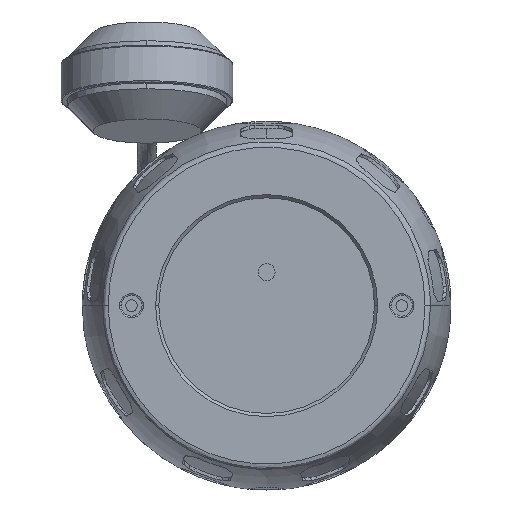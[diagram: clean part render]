
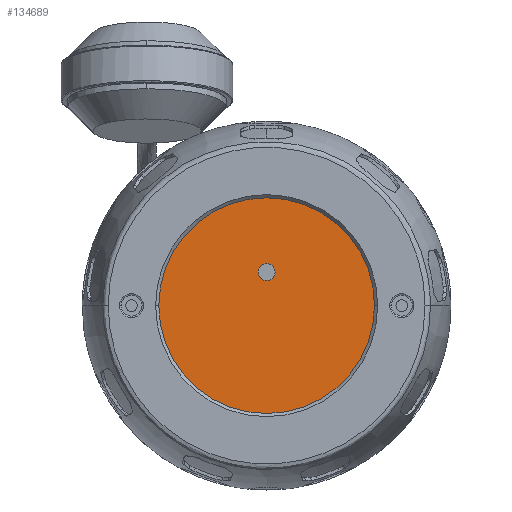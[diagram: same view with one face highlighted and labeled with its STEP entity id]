
A CAD part, front view. The second image highlights one B-rep face of the part: STEP entity #134689.
In plain terms, the highlighted face is planar.
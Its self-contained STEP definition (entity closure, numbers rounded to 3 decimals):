
#1894 = CARTESIAN_POINT ( 'NONE',  ( 0., 0., -235.5 ) ) ;
#6370 = CARTESIAN_POINT ( 'NONE',  ( 0., 16., -235.5 ) ) ;
#14260 = DIRECTION ( 'NONE',  ( -1., 0., 0. ) ) ;
#17694 = EDGE_CURVE ( 'NONE', #142287, #159205, #143692, .T. ) ;
#32541 = ORIENTED_EDGE ( 'NONE', *, *, #135723, .T. ) ;
#33492 = AXIS2_PLACEMENT_3D ( 'NONE', #54507, #111812, #14260 ) ;
#35005 = AXIS2_PLACEMENT_3D ( 'NONE', #103816, #128942, #50950 ) ;
#42150 = AXIS2_PLACEMENT_3D ( 'NONE', #6370, #60048, #171168 ) ;
#44692 = AXIS2_PLACEMENT_3D ( 'NONE', #64061, #64939, #119609 ) ;
#45962 = ORIENTED_EDGE ( 'NONE', *, *, #17694, .F. ) ;
#46518 = CARTESIAN_POINT ( 'NONE',  ( 4., 16., -235.5 ) ) ;
#50950 = DIRECTION ( 'NONE',  ( -1., 0., 0. ) ) ;
#52609 = VERTEX_POINT ( 'NONE', #63299 ) ;
#53488 = EDGE_CURVE ( 'NONE', #159205, #142287, #138886, .T. ) ;
#54507 = CARTESIAN_POINT ( 'NONE',  ( 103., 103., -235.5 ) ) ;
#58981 = EDGE_LOOP ( 'NONE', ( #117213, #45962 ) ) ;
#59093 = DIRECTION ( 'NONE',  ( 0., 0., 1. ) ) ;
#60048 = DIRECTION ( 'NONE',  ( 0., 0., 1. ) ) ;
#63299 = CARTESIAN_POINT ( 'NONE',  ( -4., 16., -235.5 ) ) ;
#64061 = CARTESIAN_POINT ( 'NONE',  ( 0., 16., -235.5 ) ) ;
#64235 = VERTEX_POINT ( 'NONE', #46518 ) ;
#64607 = AXIS2_PLACEMENT_3D ( 'NONE', #1894, #59093, #72531 ) ;
#64939 = DIRECTION ( 'NONE',  ( 0., 0., 1. ) ) ;
#71473 = FACE_OUTER_BOUND ( 'NONE', #58981, .T. ) ;
#72531 = DIRECTION ( 'NONE',  ( -1., 0., 0. ) ) ;
#79104 = ORIENTED_EDGE ( 'NONE', *, *, #81432, .T. ) ;
#79106 = CIRCLE ( 'NONE', #44692, 4. ) ;
#81432 = EDGE_CURVE ( 'NONE', #64235, #52609, #79106, .T. ) ;
#93798 = EDGE_LOOP ( 'NONE', ( #32541, #79104 ) ) ;
#94825 = PLANE ( 'NONE',  #33492 ) ;
#98348 = FACE_BOUND ( 'NONE', #93798, .T. ) ;
#103816 = CARTESIAN_POINT ( 'NONE',  ( 0., 0., -235.5 ) ) ;
#111812 = DIRECTION ( 'NONE',  ( 0., 0., -1. ) ) ;
#113298 = CARTESIAN_POINT ( 'NONE',  ( 51.5, 0., -235.5 ) ) ;
#117213 = ORIENTED_EDGE ( 'NONE', *, *, #53488, .F. ) ;
#119609 = DIRECTION ( 'NONE',  ( -1., 0., 0. ) ) ;
#128942 = DIRECTION ( 'NONE',  ( 0., 0., 1. ) ) ;
#134689 = ADVANCED_FACE ( 'NONE', ( #98348, #71473 ), #94825, .T. ) ;
#135723 = EDGE_CURVE ( 'NONE', #52609, #64235, #165182, .T. ) ;
#138886 = CIRCLE ( 'NONE', #64607, 51.5 ) ;
#142287 = VERTEX_POINT ( 'NONE', #113298 ) ;
#143692 = CIRCLE ( 'NONE', #35005, 51.5 ) ;
#159205 = VERTEX_POINT ( 'NONE', #162061 ) ;
#162061 = CARTESIAN_POINT ( 'NONE',  ( -51.5, 0., -235.5 ) ) ;
#165182 = CIRCLE ( 'NONE', #42150, 4. ) ;
#171168 = DIRECTION ( 'NONE',  ( -1., 0., 0. ) ) ;
